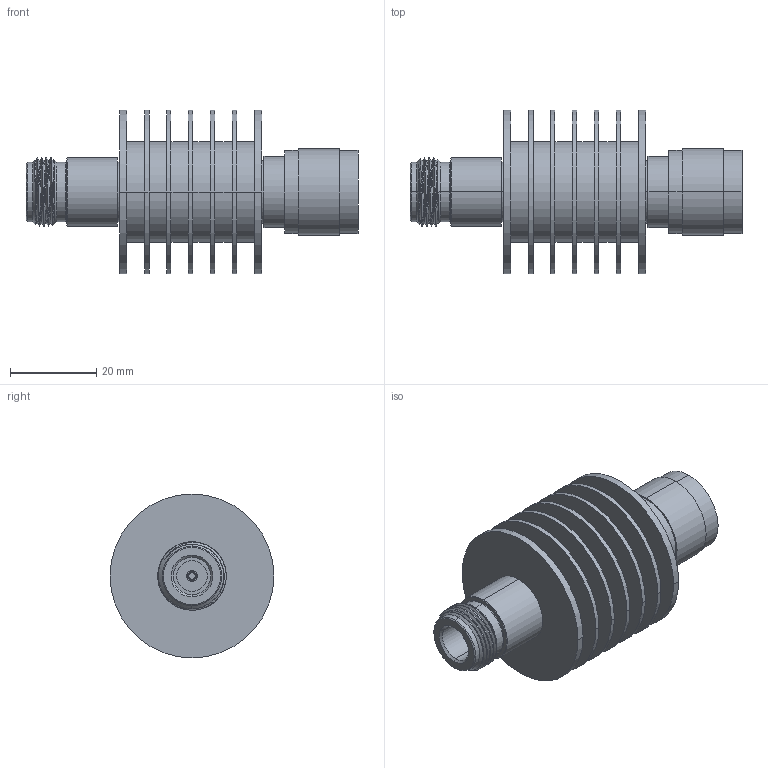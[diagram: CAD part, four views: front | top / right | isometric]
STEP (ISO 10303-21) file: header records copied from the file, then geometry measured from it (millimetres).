
FILE_DESCRIPTION (( 'STEP AP214' ), '1' );
FILE_NAME ('FMAT7464-3_3D.step', '2023-02-01T19:13:01', ( '' ), ( '' ), 'SwSTEP 2.0', 'SolidWorks 2022', '' );
FILE_SCHEMA (( 'AUTOMOTIVE_DESIGN' ));
Length unit declared in the file: inch
Products named in the file (4): N MALE_TS5G-A; DTS10G_default; N FEMALE_TS5G-A; FMAT7464-3_3D
Assembly tree (3 placements, depth 2):
  FMAT7464-3_3D
    N FEMALE_TS5G-A
    N MALE_TS5G-A
    DTS10G_default
Bounding box: 77 x 38 x 38 mm (x, y, z)
Volume: 27935.2 mm3; surface area: 18713.5 mm2
Topology: 3 solids, 3 shells, 203 faces, 437 edges, 267 vertices
Faces by surface type: cylinder 98, cone 55, plane 45, bspline 3, torus 2
Entity records: 7683 total; most frequent: CARTESIAN_POINT 3047, DIRECTION 982, ORIENTED_EDGE 874, EDGE_CURVE 437, AXIS2_PLACEMENT_3D 411, VERTEX_POINT 267, EDGE_LOOP 230, CIRCLE 205
